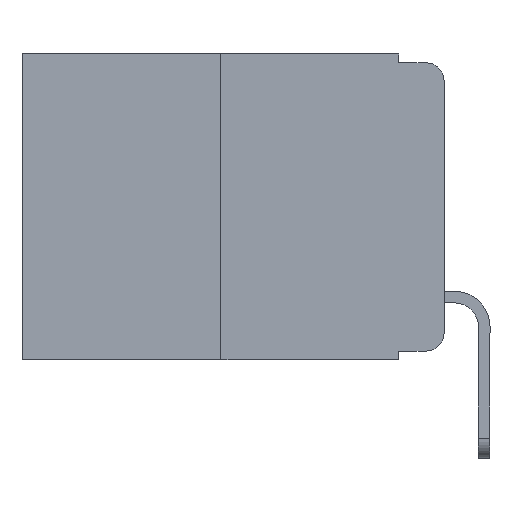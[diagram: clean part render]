
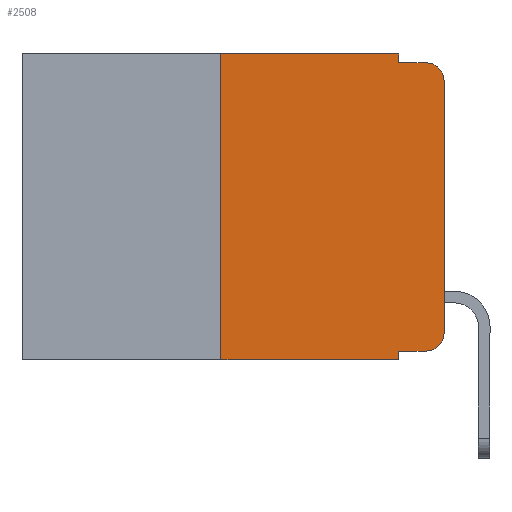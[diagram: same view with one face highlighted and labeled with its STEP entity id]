
A CAD part, left-side view. The second image highlights one B-rep face of the part: STEP entity #2508.
In plain terms, the highlighted planar face has unit normal (-1, 0, 0).
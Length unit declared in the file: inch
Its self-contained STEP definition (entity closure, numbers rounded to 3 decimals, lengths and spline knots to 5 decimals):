
#295 = EDGE_CURVE ( 'NONE', #3245, #14346, #1172, .T. ) ;
#412 = EDGE_CURVE ( 'NONE', #14346, #18527, #11890, .T. ) ;
#417 = EDGE_CURVE ( 'NONE', #9393, #18527, #8111, .T. ) ;
#448 = EDGE_CURVE ( 'NONE', #16473, #9393, #17524, .T. ) ;
#629 = ORIENTED_EDGE ( 'NONE', *, *, #412, .T. ) ;
#672 = EDGE_CURVE ( 'NONE', #18022, #13235, #15603, .T. ) ;
#737 = EDGE_CURVE ( 'NONE', #10237, #8282, #10806, .T. ) ;
#741 = EDGE_CURVE ( 'NONE', #10237, #8101, #14367, .T. ) ;
#768 = EDGE_CURVE ( 'NONE', #8101, #3245, #10366, .T. ) ;
#840 = LINE ( 'NONE', #9374, #4690 ) ;
#1172 = LINE ( 'NONE', #4330, #16267 ) ;
#1182 = ORIENTED_EDGE ( 'NONE', *, *, #417, .F. ) ;
#1360 = FACE_OUTER_BOUND ( 'NONE', #14688, .T. ) ;
#1698 = EDGE_CURVE ( 'NONE', #13235, #16473, #840, .T. ) ;
#1894 = CARTESIAN_POINT ( 'NONE',  ( 0., 0.02, -0.313 ) ) ;
#1985 = CARTESIAN_POINT ( 'NONE',  ( 0., 0., -0.313 ) ) ;
#2293 = DIRECTION ( 'NONE',  ( 0., 0., -1. ) ) ;
#2322 = CARTESIAN_POINT ( 'NONE',  ( 0., 0.051, -0.01 ) ) ;
#2508 = ADVANCED_FACE ( 'NONE', ( #1360 ), #7707, .F. ) ;
#2764 = AXIS2_PLACEMENT_3D ( 'NONE', #1894, #10063, #10083 ) ;
#2830 = VECTOR ( 'NONE', #16310, 39.37008 ) ;
#3245 = VERTEX_POINT ( 'NONE', #1985 ) ;
#3345 = CARTESIAN_POINT ( 'NONE',  ( 0., 0.25, -0.343 ) ) ;
#3369 = VECTOR ( 'NONE', #18196, 39.37008 ) ;
#3657 = AXIS2_PLACEMENT_3D ( 'NONE', #13896, #7590, #7561 ) ;
#3794 = DIRECTION ( 'NONE',  ( 0., 0., 1. ) ) ;
#3892 = CARTESIAN_POINT ( 'NONE',  ( 0., 0.051, -0.343 ) ) ;
#4303 = ORIENTED_EDGE ( 'NONE', *, *, #768, .T. ) ;
#4330 = CARTESIAN_POINT ( 'NONE',  ( 0., 0., 0. ) ) ;
#4647 = EDGE_CURVE ( 'NONE', #18022, #8282, #16902, .T. ) ;
#4690 = VECTOR ( 'NONE', #9577, 39.37008 ) ;
#4725 = DIRECTION ( 'NONE',  ( 0., 0., 1. ) ) ;
#5539 = AXIS2_PLACEMENT_3D ( 'NONE', #9516, #15214, #13276 ) ;
#5898 = CARTESIAN_POINT ( 'NONE',  ( 0., 0.25, 0. ) ) ;
#5949 = CARTESIAN_POINT ( 'NONE',  ( 0., 0.051, 0. ) ) ;
#7561 = DIRECTION ( 'NONE',  ( 0., 0., -1. ) ) ;
#7590 = DIRECTION ( 'NONE',  ( 1., 0., 0. ) ) ;
#7619 = VECTOR ( 'NONE', #9606, 39.37008 ) ;
#7707 = PLANE ( 'NONE',  #3657 ) ;
#7888 = ORIENTED_EDGE ( 'NONE', *, *, #737, .F. ) ;
#8101 = VERTEX_POINT ( 'NONE', #10784 ) ;
#8111 = LINE ( 'NONE', #12059, #7619 ) ;
#8116 = ORIENTED_EDGE ( 'NONE', *, *, #295, .T. ) ;
#8282 = VERTEX_POINT ( 'NONE', #3892 ) ;
#8809 = VECTOR ( 'NONE', #3794, 39.37008 ) ;
#9374 = CARTESIAN_POINT ( 'NONE',  ( 0., 0.473, 0. ) ) ;
#9393 = VERTEX_POINT ( 'NONE', #2322 ) ;
#9516 = CARTESIAN_POINT ( 'NONE',  ( 0., 0.02, -0.03 ) ) ;
#9577 = DIRECTION ( 'NONE',  ( 0., -1., 0. ) ) ;
#9606 = DIRECTION ( 'NONE',  ( 0., -1., 0. ) ) ;
#10063 = DIRECTION ( 'NONE',  ( -1., 0., 0. ) ) ;
#10083 = DIRECTION ( 'NONE',  ( 0., 0., -1. ) ) ;
#10237 = VERTEX_POINT ( 'NONE', #16958 ) ;
#10366 = CIRCLE ( 'NONE', #2764, 0.02 ) ;
#10784 = CARTESIAN_POINT ( 'NONE',  ( 0., 0.02, -0.333 ) ) ;
#10806 = LINE ( 'NONE', #10916, #3369 ) ;
#10916 = CARTESIAN_POINT ( 'NONE',  ( 0., 0.051, 0. ) ) ;
#11890 = CIRCLE ( 'NONE', #5539, 0.02 ) ;
#12059 = CARTESIAN_POINT ( 'NONE',  ( 0., 0.051, -0.01 ) ) ;
#12610 = CARTESIAN_POINT ( 'NONE',  ( 0., 0.051, -0.333 ) ) ;
#13235 = VERTEX_POINT ( 'NONE', #5898 ) ;
#13276 = DIRECTION ( 'NONE',  ( 0., 0., -1. ) ) ;
#13896 = CARTESIAN_POINT ( 'NONE',  ( 0., 0.473, 0. ) ) ;
#14159 = VECTOR ( 'NONE', #2293, 39.37008 ) ;
#14346 = VERTEX_POINT ( 'NONE', #16433 ) ;
#14367 = LINE ( 'NONE', #12610, #2830 ) ;
#14409 = CARTESIAN_POINT ( 'NONE',  ( 0., 0.051, 0. ) ) ;
#14688 = EDGE_LOOP ( 'NONE', ( #8116, #629, #1182, #16634, #17373, #17699, #18045, #7888, #18385, #4303 ) ) ;
#15181 = CARTESIAN_POINT ( 'NONE',  ( 0., 0.473, -0.343 ) ) ;
#15214 = DIRECTION ( 'NONE',  ( -1., 0., 0. ) ) ;
#15603 = LINE ( 'NONE', #18449, #8809 ) ;
#16199 = CARTESIAN_POINT ( 'NONE',  ( 0., 0.02, -0.01 ) ) ;
#16267 = VECTOR ( 'NONE', #4725, 39.37008 ) ;
#16299 = DIRECTION ( 'NONE',  ( 0., -1., 0. ) ) ;
#16310 = DIRECTION ( 'NONE',  ( 0., -1., 0. ) ) ;
#16433 = CARTESIAN_POINT ( 'NONE',  ( 0., 0., -0.03 ) ) ;
#16473 = VERTEX_POINT ( 'NONE', #14409 ) ;
#16511 = VECTOR ( 'NONE', #16299, 39.37008 ) ;
#16634 = ORIENTED_EDGE ( 'NONE', *, *, #448, .F. ) ;
#16902 = LINE ( 'NONE', #15181, #16511 ) ;
#16958 = CARTESIAN_POINT ( 'NONE',  ( 0., 0.051, -0.333 ) ) ;
#17373 = ORIENTED_EDGE ( 'NONE', *, *, #1698, .F. ) ;
#17524 = LINE ( 'NONE', #5949, #14159 ) ;
#17699 = ORIENTED_EDGE ( 'NONE', *, *, #672, .F. ) ;
#18022 = VERTEX_POINT ( 'NONE', #3345 ) ;
#18045 = ORIENTED_EDGE ( 'NONE', *, *, #4647, .T. ) ;
#18196 = DIRECTION ( 'NONE',  ( 0., 0., -1. ) ) ;
#18385 = ORIENTED_EDGE ( 'NONE', *, *, #741, .T. ) ;
#18449 = CARTESIAN_POINT ( 'NONE',  ( 0., 0.25, 0. ) ) ;
#18527 = VERTEX_POINT ( 'NONE', #16199 ) ;
